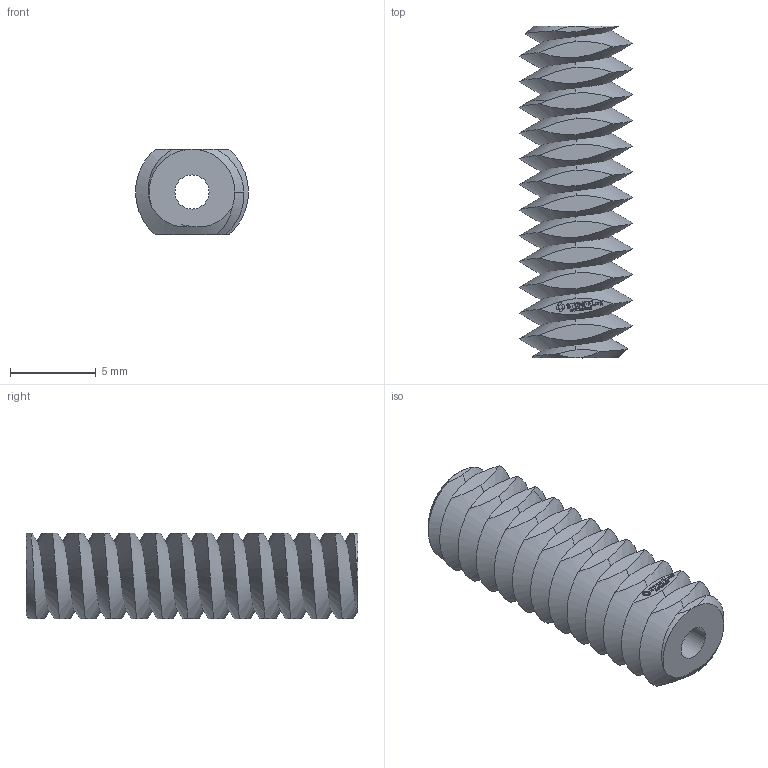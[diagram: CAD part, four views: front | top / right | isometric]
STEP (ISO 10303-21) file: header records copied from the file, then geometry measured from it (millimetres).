
FILE_DESCRIPTION(('FreeCAD Model'),'2;1');
FILE_NAME('Open CASCADE Shape Model','2023-11-29T16:36:57',(''),(''), 'Open CASCADE STEP processor 7.6','FreeCAD','Unknown');
FILE_SCHEMA(('AUTOMOTIVE_DESIGN { 1 0 10303 214 1 1 1 1 }'));
Products named in the file (1): Threaded Rod FL-RH BU00.75 - SPN-THR-0003 (stemfie.org)
Bounding box: 6.6 x 19.38 x 5 mm (x, y, z)
Volume: 351.7 mm3; surface area: 721.6 mm2
Topology: 1 solids, 1 shells, 541 faces, 1505 edges, 998 vertices
Faces by surface type: plane 336, extrusion 168, bspline 30, cone 6, cylinder 1
Full cylindrical faces by diameter (mm): 2 x1
Entity records: 46896 total; most frequent: CARTESIAN_POINT 18593, DIRECTION 4343, VECTOR 3617, LINE 3449, ORIENTED_EDGE 3010, PCURVE 3010, DEFINITIONAL_REPRESENTATION 3010, EDGE_CURVE 1505
